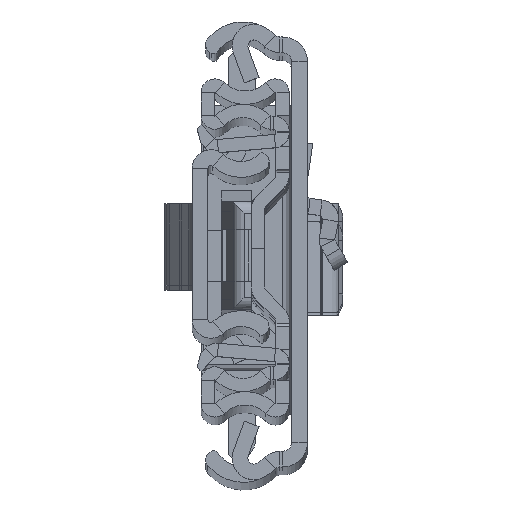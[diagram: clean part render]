
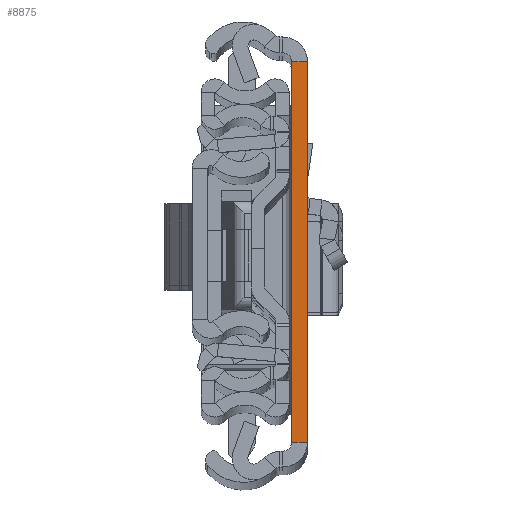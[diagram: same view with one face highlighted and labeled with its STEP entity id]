
A CAD part, top view. The second image highlights one B-rep face of the part: STEP entity #8875.
In plain terms, the highlighted planar face has unit normal (0, 0, 1).
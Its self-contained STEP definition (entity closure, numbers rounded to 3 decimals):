
#362 = DIRECTION ( 'NONE',  ( 0., 1., 0. ) ) ;
#1157 = CARTESIAN_POINT ( 'NONE',  ( 2.6, 31.5, 0. ) ) ;
#2141 = VECTOR ( 'NONE', #6035, 1000. ) ;
#4042 = EDGE_CURVE ( 'NONE', #5515, #10241, #13449, .T. ) ;
#5515 = VERTEX_POINT ( 'NONE', #15908 ) ;
#5675 = ORIENTED_EDGE ( 'NONE', *, *, #16283, .F. ) ;
#5724 = EDGE_CURVE ( 'NONE', #16239, #17688, #16703, .T. ) ;
#6035 = DIRECTION ( 'NONE',  ( 0., 1., 0. ) ) ;
#6366 = VECTOR ( 'NONE', #17632, 1000. ) ;
#6417 = CARTESIAN_POINT ( 'NONE',  ( 0., -31.5, 0. ) ) ;
#7405 = CARTESIAN_POINT ( 'NONE',  ( 2.6, 31.5, 0. ) ) ;
#8167 = VECTOR ( 'NONE', #13415, 1000. ) ;
#8543 = VECTOR ( 'NONE', #14107, 1000. ) ;
#8767 = ORIENTED_EDGE ( 'NONE', *, *, #5724, .F. ) ;
#8875 = ADVANCED_FACE ( 'NONE', ( #16806 ), #16993, .F. ) ;
#10232 = CARTESIAN_POINT ( 'NONE',  ( 2.6, -31.5, 0. ) ) ;
#10241 = VERTEX_POINT ( 'NONE', #1157 ) ;
#10485 = ORIENTED_EDGE ( 'NONE', *, *, #13648, .T. ) ;
#11089 = CARTESIAN_POINT ( 'NONE',  ( 2.6, -31.5, 0. ) ) ;
#13049 = AXIS2_PLACEMENT_3D ( 'NONE', #11089, #16900, #362 ) ;
#13173 = LINE ( 'NONE', #10232, #6366 ) ;
#13415 = DIRECTION ( 'NONE',  ( 1., 0., 0. ) ) ;
#13449 = LINE ( 'NONE', #16614, #2141 ) ;
#13614 = LINE ( 'NONE', #7405, #8167 ) ;
#13648 = EDGE_CURVE ( 'NONE', #16239, #5515, #13173, .T. ) ;
#14107 = DIRECTION ( 'NONE',  ( 0., 1., 0. ) ) ;
#14521 = ORIENTED_EDGE ( 'NONE', *, *, #4042, .T. ) ;
#14999 = EDGE_LOOP ( 'NONE', ( #5675, #8767, #10485, #14521 ) ) ;
#15071 = CARTESIAN_POINT ( 'NONE',  ( 0., -31.5, 0. ) ) ;
#15908 = CARTESIAN_POINT ( 'NONE',  ( 2.6, -31.5, 0. ) ) ;
#16239 = VERTEX_POINT ( 'NONE', #15071 ) ;
#16283 = EDGE_CURVE ( 'NONE', #17688, #10241, #13614, .T. ) ;
#16614 = CARTESIAN_POINT ( 'NONE',  ( 2.6, -31.5, 0. ) ) ;
#16703 = LINE ( 'NONE', #6417, #8543 ) ;
#16806 = FACE_OUTER_BOUND ( 'NONE', #14999, .T. ) ;
#16900 = DIRECTION ( 'NONE',  ( 0., 0., -1. ) ) ;
#16993 = PLANE ( 'NONE',  #13049 ) ;
#17632 = DIRECTION ( 'NONE',  ( 1., 0., 0. ) ) ;
#17688 = VERTEX_POINT ( 'NONE', #18539 ) ;
#18539 = CARTESIAN_POINT ( 'NONE',  ( 0., 31.5, 0. ) ) ;
